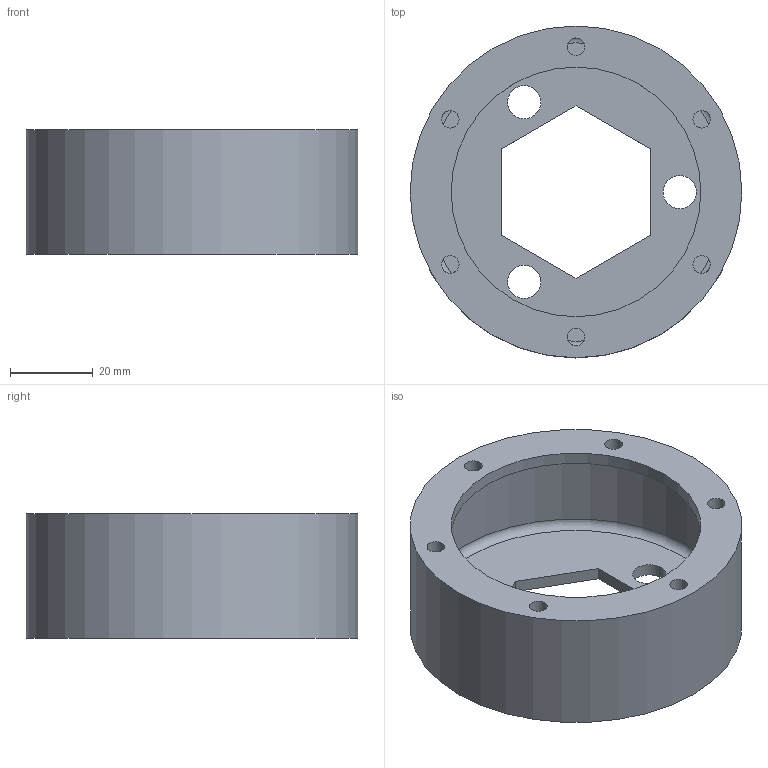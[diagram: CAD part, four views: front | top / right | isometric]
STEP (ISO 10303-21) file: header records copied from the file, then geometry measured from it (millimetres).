
FILE_DESCRIPTION(/* description */ (''),/* implementation_level */ '2;1');
FILE_NAME(/* name */ 'Moyeu_Volant_Gordini v8.step',/* time_stamp */ '2023-01-30T11:56:13+01:00',/* author */ (''),/* organization */ (''),/* preprocessor_version */ 'ST-DEVELOPER v19.2',/* originating_system */ 'Autodesk Translation Framework v11.17.0.187',/* authorisation */ '');
FILE_SCHEMA (('AUTOMOTIVE_DESIGN { 1 0 10303 214 3 1 1 }'));
Length unit declared in the file: millimetre
Products named in the file (1): Moyeu_Volant_Gordini
Bounding box: 80 x 80 x 30 mm (x, y, z)
Volume: 29713.2 mm3; surface area: 24985.9 mm2
Topology: 1 solids, 1 shells, 24 faces, 76 edges, 50 vertices
Faces by surface type: cylinder 12, plane 10, torus 2
Full cylindrical faces by diameter (mm): 4.234 x6, 8 x3, 60.2 x1, 76 x1, 80 x1
Entity records: 1099 total; most frequent: CARTESIAN_POINT 331, DIRECTION 156, ORIENTED_EDGE 152, EDGE_CURVE 76, AXIS2_PLACEMENT_3D 63, VERTEX_POINT 50, EDGE_LOOP 40, CIRCLE 38
